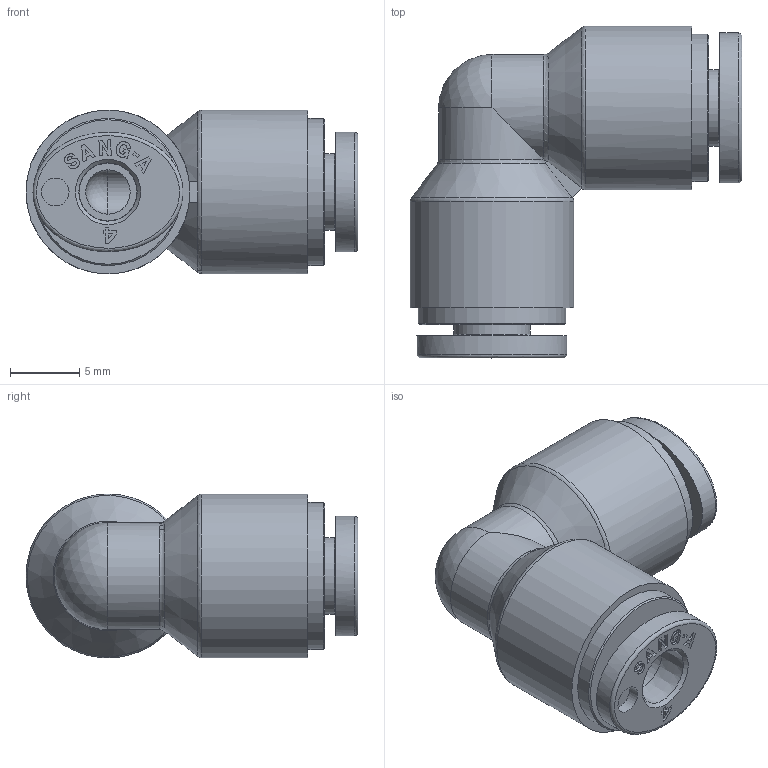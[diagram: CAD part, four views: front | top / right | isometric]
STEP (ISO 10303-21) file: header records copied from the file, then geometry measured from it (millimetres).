
FILE_DESCRIPTION((''),'2;1');
FILE_NAME('CR-PUL 04.stp','2020-08-25T13:42:31',('user'),(''),'Autodesk Inventor 2013','Autodesk Inventor 2013','');
FILE_SCHEMA(('AUTOMOTIVE_DESIGN { 1 0 10303 214 1 1 1 1 }'));
Length unit declared in the file: millimetre
Products named in the file (5): 조립품6; CR-PUL 04 BODY; CR-COLLAR 04; HR-Collar 04L(SUS); CR-SLEEVE 04
Assembly tree (5 placements, depth 3):
  조립품6
    CR-PUL 04 BODY
    CR-COLLAR 04  x2
      HR-Collar 04L(SUS)
      CR-SLEEVE 04
Bounding box: 23.9 x 23.9 x 11.8 mm (x, y, z)
Volume: 2483 mm3; surface area: 2356.5 mm2
Topology: 5 solids, 5 shells, 263 faces, 668 edges, 441 vertices
Faces by surface type: plane 179, bspline 40, cylinder 28, cone 10, torus 4, sphere 2
Full cylindrical faces by diameter (mm): 2 x2, 3.2 x2, 4.179 x2, 4.2 x2, 5.5 x2, 10.6 x2, 11.8 x2
Entity records: 4696 total; most frequent: CARTESIAN_POINT 1193, DIRECTION 688, ORIENTED_EDGE 680, EDGE_CURVE 340, VECTOR 238, LINE 238, VERTEX_POINT 232, AXIS2_PLACEMENT_3D 225
